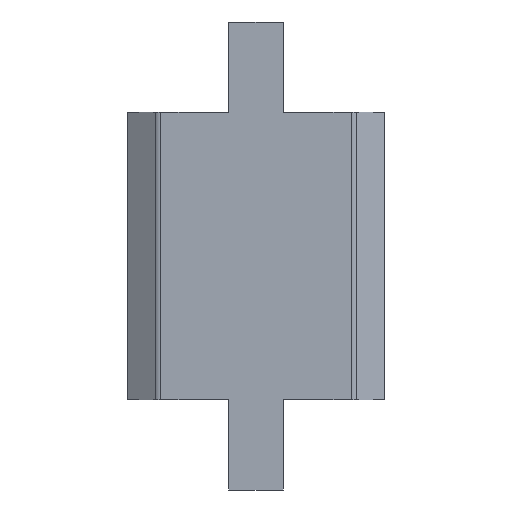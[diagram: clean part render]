
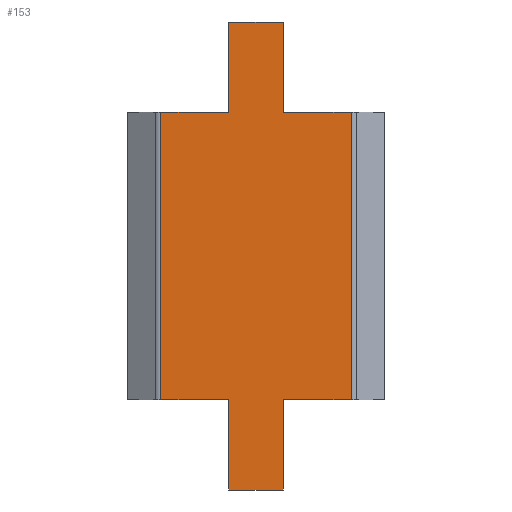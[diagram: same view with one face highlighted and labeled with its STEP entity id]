
A CAD part, front view. The second image highlights one B-rep face of the part: STEP entity #153.
In plain terms, the highlighted planar face has unit normal (0, -1, 0).
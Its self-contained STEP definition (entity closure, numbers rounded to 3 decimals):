
#13 = EDGE_CURVE ( 'NONE', #350, #137, #109, .T. ) ;
#22 = CARTESIAN_POINT ( 'NONE',  ( 3.15, -0.5, 26.9 ) ) ;
#44 = LINE ( 'NONE', #158, #414 ) ;
#45 = VERTEX_POINT ( 'NONE', #650 ) ;
#47 = CARTESIAN_POINT ( 'NONE',  ( -3.15, -0.5, 26.9 ) ) ;
#54 = CARTESIAN_POINT ( 'NONE',  ( 10.945, -0.5, -16.5 ) ) ;
#57 = ORIENTED_EDGE ( 'NONE', *, *, #760, .F. ) ;
#65 = PLANE ( 'NONE',  #73 ) ;
#67 = LINE ( 'NONE', #47, #708 ) ;
#68 = CARTESIAN_POINT ( 'NONE',  ( -3.15, -0.5, -26.9 ) ) ;
#73 = AXIS2_PLACEMENT_3D ( 'NONE', #338, #570, #304 ) ;
#86 = EDGE_CURVE ( 'NONE', #821, #531, #747, .T. ) ;
#97 = VERTEX_POINT ( 'NONE', #188 ) ;
#109 = LINE ( 'NONE', #519, #787 ) ;
#134 = VECTOR ( 'NONE', #643, 1000. ) ;
#137 = VERTEX_POINT ( 'NONE', #782 ) ;
#148 = VERTEX_POINT ( 'NONE', #22 ) ;
#150 = VERTEX_POINT ( 'NONE', #616 ) ;
#153 = ADVANCED_FACE ( 'NONE', ( #846 ), #65, .F. ) ;
#158 = CARTESIAN_POINT ( 'NONE',  ( -10.945, -0.5, 16.5 ) ) ;
#180 = EDGE_CURVE ( 'NONE', #377, #393, #831, .T. ) ;
#185 = VECTOR ( 'NONE', #326, 1000. ) ;
#187 = ORIENTED_EDGE ( 'NONE', *, *, #13, .F. ) ;
#188 = CARTESIAN_POINT ( 'NONE',  ( 3.15, -0.5, 16.5 ) ) ;
#190 = CARTESIAN_POINT ( 'NONE',  ( 3.15, -0.5, -26.9 ) ) ;
#200 = LINE ( 'NONE', #517, #185 ) ;
#205 = CARTESIAN_POINT ( 'NONE',  ( -3.15, -0.5, 16.5 ) ) ;
#222 = CARTESIAN_POINT ( 'NONE',  ( -3.15, -0.5, 26.9 ) ) ;
#225 = VERTEX_POINT ( 'NONE', #222 ) ;
#230 = CARTESIAN_POINT ( 'NONE',  ( 3.15, -0.5, 16.5 ) ) ;
#267 = ORIENTED_EDGE ( 'NONE', *, *, #764, .F. ) ;
#285 = EDGE_CURVE ( 'NONE', #45, #444, #44, .T. ) ;
#295 = ORIENTED_EDGE ( 'NONE', *, *, #789, .F. ) ;
#304 = DIRECTION ( 'NONE',  ( 0., 0., 1. ) ) ;
#321 = LINE ( 'NONE', #68, #134 ) ;
#326 = DIRECTION ( 'NONE',  ( 0., 0., -1. ) ) ;
#329 = DIRECTION ( 'NONE',  ( 0., 0., 1. ) ) ;
#338 = CARTESIAN_POINT ( 'NONE',  ( 0., -0.5, 0. ) ) ;
#350 = VERTEX_POINT ( 'NONE', #759 ) ;
#369 = ORIENTED_EDGE ( 'NONE', *, *, #408, .F. ) ;
#375 = VECTOR ( 'NONE', #329, 1000. ) ;
#377 = VERTEX_POINT ( 'NONE', #449 ) ;
#393 = VERTEX_POINT ( 'NONE', #190 ) ;
#404 = DIRECTION ( 'NONE',  ( 1., 0., 0. ) ) ;
#408 = EDGE_CURVE ( 'NONE', #97, #821, #688, .T. ) ;
#414 = VECTOR ( 'NONE', #404, 1000. ) ;
#444 = VERTEX_POINT ( 'NONE', #205 ) ;
#449 = CARTESIAN_POINT ( 'NONE',  ( 3.15, -0.5, -16.5 ) ) ;
#455 = ORIENTED_EDGE ( 'NONE', *, *, #180, .F. ) ;
#456 = CARTESIAN_POINT ( 'NONE',  ( -3.15, -0.5, 16.5 ) ) ;
#460 = DIRECTION ( 'NONE',  ( 0., 0., 1. ) ) ;
#464 = DIRECTION ( 'NONE',  ( 1., 0., 0. ) ) ;
#469 = DIRECTION ( 'NONE',  ( -1., 0., 0. ) ) ;
#473 = CARTESIAN_POINT ( 'NONE',  ( -10.945, -0.5, 16.5 ) ) ;
#476 = LINE ( 'NONE', #456, #753 ) ;
#499 = EDGE_LOOP ( 'NONE', ( #187, #295, #757, #455, #697, #775, #369, #57, #675, #748, #811, #267 ) ) ;
#500 = VECTOR ( 'NONE', #596, 1000. ) ;
#503 = EDGE_CURVE ( 'NONE', #531, #377, #853, .T. ) ;
#517 = CARTESIAN_POINT ( 'NONE',  ( 3.15, -0.5, 26.9 ) ) ;
#518 = DIRECTION ( 'NONE',  ( 0., 0., 1. ) ) ;
#519 = CARTESIAN_POINT ( 'NONE',  ( -10.945, -0.5, -16.5 ) ) ;
#521 = VECTOR ( 'NONE', #557, 1000. ) ;
#531 = VERTEX_POINT ( 'NONE', #54 ) ;
#537 = LINE ( 'NONE', #473, #375 ) ;
#557 = DIRECTION ( 'NONE',  ( 1., 0., 0. ) ) ;
#566 = VECTOR ( 'NONE', #572, 1000. ) ;
#570 = DIRECTION ( 'NONE',  ( 0., 1., 0. ) ) ;
#572 = DIRECTION ( 'NONE',  ( 0., 0., -1. ) ) ;
#575 = CARTESIAN_POINT ( 'NONE',  ( -3.15, -0.5, -16.5 ) ) ;
#596 = DIRECTION ( 'NONE',  ( 0., 0., -1. ) ) ;
#614 = CARTESIAN_POINT ( 'NONE',  ( 3.15, -0.5, -26.9 ) ) ;
#616 = CARTESIAN_POINT ( 'NONE',  ( -3.15, -0.5, -26.9 ) ) ;
#623 = VECTOR ( 'NONE', #469, 1000. ) ;
#629 = EDGE_CURVE ( 'NONE', #393, #150, #321, .T. ) ;
#643 = DIRECTION ( 'NONE',  ( -1., 0., 0. ) ) ;
#650 = CARTESIAN_POINT ( 'NONE',  ( -10.945, -0.5, 16.5 ) ) ;
#670 = VECTOR ( 'NONE', #518, 1000. ) ;
#675 = ORIENTED_EDGE ( 'NONE', *, *, #752, .F. ) ;
#685 = LINE ( 'NONE', #575, #670 ) ;
#686 = CARTESIAN_POINT ( 'NONE',  ( 10.945, -0.5, 16.5 ) ) ;
#688 = LINE ( 'NONE', #230, #521 ) ;
#696 = CARTESIAN_POINT ( 'NONE',  ( 3.15, -0.5, -16.5 ) ) ;
#697 = ORIENTED_EDGE ( 'NONE', *, *, #503, .F. ) ;
#701 = DIRECTION ( 'NONE',  ( -1., 0., 0. ) ) ;
#708 = VECTOR ( 'NONE', #464, 1000. ) ;
#715 = EDGE_CURVE ( 'NONE', #444, #225, #476, .T. ) ;
#747 = LINE ( 'NONE', #791, #566 ) ;
#748 = ORIENTED_EDGE ( 'NONE', *, *, #715, .F. ) ;
#752 = EDGE_CURVE ( 'NONE', #225, #148, #67, .T. ) ;
#753 = VECTOR ( 'NONE', #460, 1000. ) ;
#757 = ORIENTED_EDGE ( 'NONE', *, *, #629, .F. ) ;
#759 = CARTESIAN_POINT ( 'NONE',  ( -3.15, -0.5, -16.5 ) ) ;
#760 = EDGE_CURVE ( 'NONE', #148, #97, #200, .T. ) ;
#764 = EDGE_CURVE ( 'NONE', #137, #45, #537, .T. ) ;
#775 = ORIENTED_EDGE ( 'NONE', *, *, #86, .F. ) ;
#782 = CARTESIAN_POINT ( 'NONE',  ( -10.945, -0.5, -16.5 ) ) ;
#787 = VECTOR ( 'NONE', #701, 1000. ) ;
#789 = EDGE_CURVE ( 'NONE', #150, #350, #685, .T. ) ;
#791 = CARTESIAN_POINT ( 'NONE',  ( 10.945, -0.5, -16.5 ) ) ;
#811 = ORIENTED_EDGE ( 'NONE', *, *, #285, .F. ) ;
#821 = VERTEX_POINT ( 'NONE', #686 ) ;
#831 = LINE ( 'NONE', #614, #500 ) ;
#846 = FACE_OUTER_BOUND ( 'NONE', #499, .T. ) ;
#853 = LINE ( 'NONE', #696, #623 ) ;
